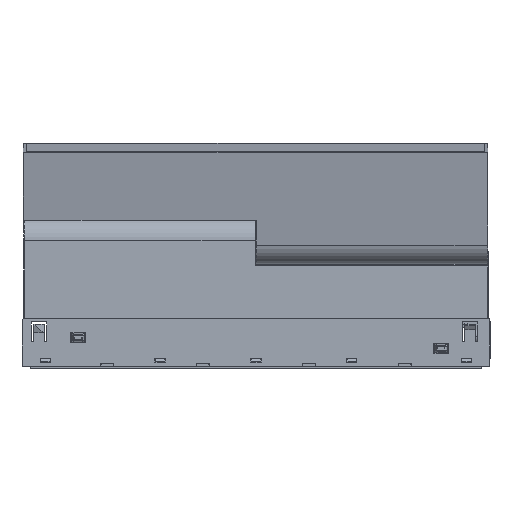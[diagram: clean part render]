
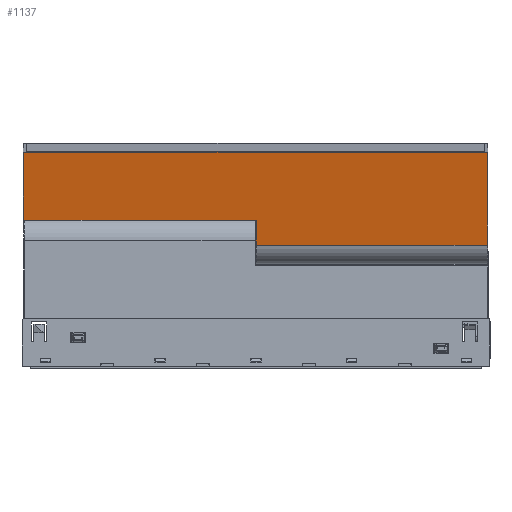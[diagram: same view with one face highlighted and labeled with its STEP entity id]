
A CAD part, front view. The second image highlights one B-rep face of the part: STEP entity #1137.
In plain terms, the highlighted face is planar.
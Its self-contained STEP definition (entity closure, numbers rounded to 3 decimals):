
#1105 = PLANE ( 'NONE',  #60304 ) ;
#1137 = ADVANCED_FACE ( 'NONE', ( #64712 ), #1105, .F. ) ;
#5440 = ORIENTED_EDGE ( 'NONE', *, *, #83069, .F. ) ;
#6478 = DIRECTION ( 'NONE',  ( 0., 0., 1. ) ) ;
#7781 = VERTEX_POINT ( 'NONE', #38034 ) ;
#8569 = DIRECTION ( 'NONE',  ( 0., 0., 1. ) ) ;
#12092 = EDGE_CURVE ( 'NONE', #66415, #93230, #36391, .T. ) ;
#12787 = ORIENTED_EDGE ( 'NONE', *, *, #58875, .T. ) ;
#15045 = CARTESIAN_POINT ( 'NONE',  ( -0.35, -11.1, 32.5 ) ) ;
#19644 = LINE ( 'NONE', #75732, #57229 ) ;
#20297 = LINE ( 'NONE', #31536, #57883 ) ;
#31536 = CARTESIAN_POINT ( 'NONE',  ( -0.35, -11.1, 32.7 ) ) ;
#32894 = CARTESIAN_POINT ( 'NONE',  ( 108.9, -11.1, 0. ) ) ;
#33953 = DIRECTION ( 'NONE',  ( 0., 0., -1. ) ) ;
#34354 = VECTOR ( 'NONE', #65266, 1000. ) ;
#36365 = LINE ( 'NONE', #78944, #96243 ) ;
#36391 = LINE ( 'NONE', #91415, #93892 ) ;
#37921 = ORIENTED_EDGE ( 'NONE', *, *, #75293, .T. ) ;
#38034 = CARTESIAN_POINT ( 'NONE',  ( -108.9, -11.1, 0. ) ) ;
#44489 = VECTOR ( 'NONE', #6478, 1000. ) ;
#46101 = CARTESIAN_POINT ( 'NONE',  ( -109.2, -11.1, 32.7 ) ) ;
#50233 = CARTESIAN_POINT ( 'NONE',  ( -109.2, -11.1, 0. ) ) ;
#51222 = CARTESIAN_POINT ( 'NONE',  ( 108.9, -11.1, 32.7 ) ) ;
#53646 = DIRECTION ( 'NONE',  ( 0., 1., 0. ) ) ;
#56010 = ORIENTED_EDGE ( 'NONE', *, *, #89341, .T. ) ;
#57229 = VECTOR ( 'NONE', #83277, 1000. ) ;
#57883 = VECTOR ( 'NONE', #91583, 1000. ) ;
#58875 = EDGE_CURVE ( 'NONE', #81297, #66415, #20297, .T. ) ;
#60304 = AXIS2_PLACEMENT_3D ( 'NONE', #46101, #53646, #8569 ) ;
#60445 = ORIENTED_EDGE ( 'NONE', *, *, #74692, .T. ) ;
#61137 = ORIENTED_EDGE ( 'NONE', *, *, #12092, .T. ) ;
#64712 = FACE_OUTER_BOUND ( 'NONE', #70699, .T. ) ;
#65266 = DIRECTION ( 'NONE',  ( 1., 0., 0. ) ) ;
#66415 = VERTEX_POINT ( 'NONE', #70915 ) ;
#66728 = LINE ( 'NONE', #51222, #44489 ) ;
#70699 = EDGE_LOOP ( 'NONE', ( #61137, #60445, #56010, #37921, #5440, #12787 ) ) ;
#70915 = CARTESIAN_POINT ( 'NONE',  ( -0.35, -11.1, 44.4 ) ) ;
#74297 = LINE ( 'NONE', #50233, #34354 ) ;
#74692 = EDGE_CURVE ( 'NONE', #93230, #7781, #36365, .T. ) ;
#75293 = EDGE_CURVE ( 'NONE', #82100, #94538, #66728, .T. ) ;
#75732 = CARTESIAN_POINT ( 'NONE',  ( -109.2, -11.1, 32.5 ) ) ;
#78944 = CARTESIAN_POINT ( 'NONE',  ( -108.9, -11.1, 32.7 ) ) ;
#81297 = VERTEX_POINT ( 'NONE', #15045 ) ;
#82100 = VERTEX_POINT ( 'NONE', #32894 ) ;
#82927 = DIRECTION ( 'NONE',  ( -1., 0., 0. ) ) ;
#83069 = EDGE_CURVE ( 'NONE', #81297, #94538, #19644, .T. ) ;
#83277 = DIRECTION ( 'NONE',  ( 1., 0., 0. ) ) ;
#88116 = CARTESIAN_POINT ( 'NONE',  ( -108.9, -11.1, 44.4 ) ) ;
#88449 = CARTESIAN_POINT ( 'NONE',  ( 108.9, -11.1, 32.5 ) ) ;
#89341 = EDGE_CURVE ( 'NONE', #7781, #82100, #74297, .T. ) ;
#91415 = CARTESIAN_POINT ( 'NONE',  ( -0.35, -11.1, 44.4 ) ) ;
#91583 = DIRECTION ( 'NONE',  ( 0., 0., 1. ) ) ;
#93230 = VERTEX_POINT ( 'NONE', #88116 ) ;
#93892 = VECTOR ( 'NONE', #82927, 1000. ) ;
#94538 = VERTEX_POINT ( 'NONE', #88449 ) ;
#96243 = VECTOR ( 'NONE', #33953, 1000. ) ;
